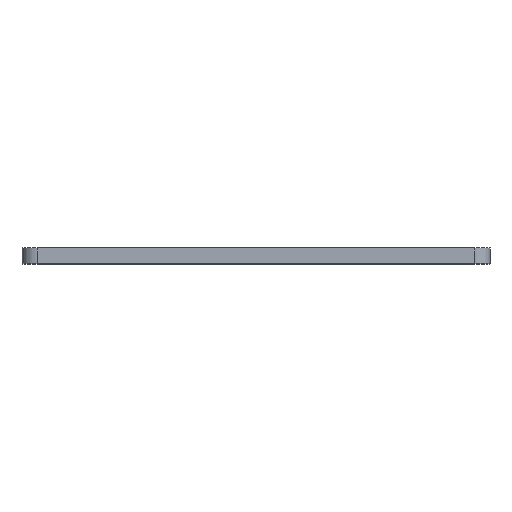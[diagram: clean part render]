
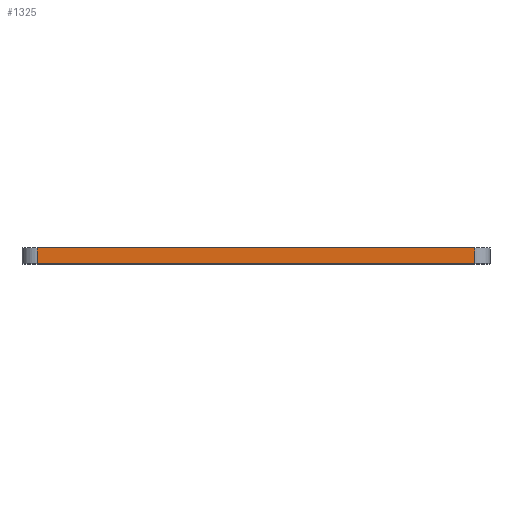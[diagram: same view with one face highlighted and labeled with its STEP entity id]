
A CAD part, top view. The second image highlights one B-rep face of the part: STEP entity #1325.
In plain terms, the highlighted planar face has unit normal (0, 0, 1).
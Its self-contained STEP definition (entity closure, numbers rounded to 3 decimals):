
#20 = CARTESIAN_POINT ( 'NONE',  ( 43., 0., 46. ) ) ;
#100 = LINE ( 'NONE', #963, #354 ) ;
#111 = DIRECTION ( 'NONE',  ( 0., -1., 0. ) ) ;
#120 = CARTESIAN_POINT ( 'NONE',  ( -43., 3., 46. ) ) ;
#131 = LINE ( 'NONE', #897, #591 ) ;
#221 = DIRECTION ( 'NONE',  ( 1., 0., 0. ) ) ;
#255 = FACE_OUTER_BOUND ( 'NONE', #846, .T. ) ;
#285 = EDGE_CURVE ( 'NONE', #1130, #1396, #100, .T. ) ;
#289 = CARTESIAN_POINT ( 'NONE',  ( -43., 0., 46. ) ) ;
#327 = ORIENTED_EDGE ( 'NONE', *, *, #734, .T. ) ;
#352 = CARTESIAN_POINT ( 'NONE',  ( -43., 3., 46. ) ) ;
#354 = VECTOR ( 'NONE', #221, 1000. ) ;
#517 = VECTOR ( 'NONE', #111, 1000. ) ;
#520 = ORIENTED_EDGE ( 'NONE', *, *, #912, .T. ) ;
#536 = ORIENTED_EDGE ( 'NONE', *, *, #285, .T. ) ;
#591 = VECTOR ( 'NONE', #1376, 1000. ) ;
#599 = LINE ( 'NONE', #352, #517 ) ;
#713 = DIRECTION ( 'NONE',  ( 1., 0., 0. ) ) ;
#734 = EDGE_CURVE ( 'NONE', #1448, #1130, #599, .T. ) ;
#747 = DIRECTION ( 'NONE',  ( -1., 0., 0. ) ) ;
#838 = VECTOR ( 'NONE', #713, 1000. ) ;
#846 = EDGE_LOOP ( 'NONE', ( #1560, #327, #536, #520 ) ) ;
#897 = CARTESIAN_POINT ( 'NONE',  ( 43., 3., 46. ) ) ;
#912 = EDGE_CURVE ( 'NONE', #1396, #1143, #131, .T. ) ;
#949 = CARTESIAN_POINT ( 'NONE',  ( -46., 3., 46. ) ) ;
#963 = CARTESIAN_POINT ( 'NONE',  ( -46., 0., 46. ) ) ;
#1130 = VERTEX_POINT ( 'NONE', #289 ) ;
#1143 = VERTEX_POINT ( 'NONE', #1177 ) ;
#1177 = CARTESIAN_POINT ( 'NONE',  ( 43., 3., 46. ) ) ;
#1221 = EDGE_CURVE ( 'NONE', #1448, #1143, #1414, .T. ) ;
#1238 = DIRECTION ( 'NONE',  ( 0., 0., -1. ) ) ;
#1241 = AXIS2_PLACEMENT_3D ( 'NONE', #1569, #1238, #747 ) ;
#1325 = ADVANCED_FACE ( 'NONE', ( #255 ), #1350, .F. ) ;
#1350 = PLANE ( 'NONE',  #1241 ) ;
#1376 = DIRECTION ( 'NONE',  ( 0., 1., 0. ) ) ;
#1396 = VERTEX_POINT ( 'NONE', #20 ) ;
#1414 = LINE ( 'NONE', #949, #838 ) ;
#1448 = VERTEX_POINT ( 'NONE', #120 ) ;
#1560 = ORIENTED_EDGE ( 'NONE', *, *, #1221, .F. ) ;
#1569 = CARTESIAN_POINT ( 'NONE',  ( -46., 3., 46. ) ) ;
